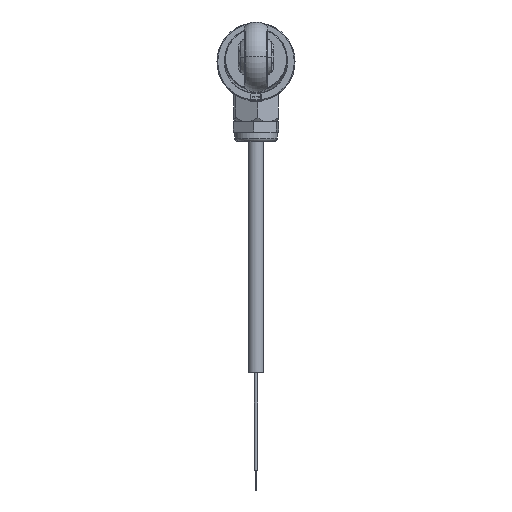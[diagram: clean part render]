
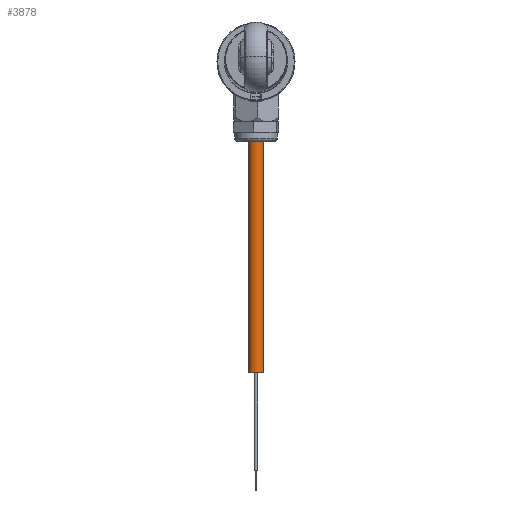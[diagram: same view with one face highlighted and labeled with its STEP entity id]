
A CAD part, top view. The second image highlights one B-rep face of the part: STEP entity #3878.
In plain terms, the highlighted cylindrical face has radius 1.95 mm (diameter 3.9 mm), a partial arc.
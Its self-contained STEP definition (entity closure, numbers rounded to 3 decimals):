
#2992 = VERTEX_POINT ( 'NONE', #4471 ) ;
#3256 = VERTEX_POINT ( 'NONE', #4501 ) ;
#3436 = EDGE_CURVE ( 'NONE', #4018, #3256, #4537, .T. ) ;
#3538 = EDGE_CURVE ( 'NONE', #4018, #8081, #4570, .T. ) ;
#3878 = ADVANCED_FACE ( 'NONE', ( #4564 ), #4560, .T. ) ;
#4018 = VERTEX_POINT ( 'NONE', #4604 ) ;
#4335 = DIRECTION ( 'NONE',  ( 0., -1., 0. ) ) ;
#4352 = DIRECTION ( 'NONE',  ( 1., 0., 0. ) ) ;
#4463 = AXIS2_PLACEMENT_3D ( 'NONE', #4534, #4546, #4526 ) ;
#4471 = CARTESIAN_POINT ( 'NONE',  ( 1.95, -79.6, -359.2 ) ) ;
#4501 = CARTESIAN_POINT ( 'NONE',  ( 1.95, 0.4, -359.2 ) ) ;
#4521 = DIRECTION ( 'NONE',  ( 0., -1., 0. ) ) ;
#4522 = CARTESIAN_POINT ( 'NONE',  ( -1.95, 0.4, -359.2 ) ) ;
#4526 = DIRECTION ( 'NONE',  ( -1., 0., 0. ) ) ;
#4534 = CARTESIAN_POINT ( 'NONE',  ( 0., 0.4, -359.2 ) ) ;
#4537 = CIRCLE ( 'NONE', #4463, 1.95 ) ;
#4546 = DIRECTION ( 'NONE',  ( 0., 1., 0. ) ) ;
#4552 = CARTESIAN_POINT ( 'NONE',  ( 0., 0.4, -359.2 ) ) ;
#4559 = AXIS2_PLACEMENT_3D ( 'NONE', #4552, #4335, #4352 ) ;
#4560 = CYLINDRICAL_SURFACE ( 'NONE', #4559, 1.95 ) ;
#4563 = VECTOR ( 'NONE', #4521, 1000. ) ;
#4564 = FACE_OUTER_BOUND ( 'NONE', #8041, .T. ) ;
#4570 = LINE ( 'NONE', #4522, #4563 ) ;
#4604 = CARTESIAN_POINT ( 'NONE',  ( -1.95, 0.4, -359.2 ) ) ;
#4984 = CARTESIAN_POINT ( 'NONE',  ( -1.95, -79.6, -359.2 ) ) ;
#5117 = CIRCLE ( 'NONE', #5141, 1.95 ) ;
#5129 = DIRECTION ( 'NONE',  ( -1., 0., 0. ) ) ;
#5134 = DIRECTION ( 'NONE',  ( 0., -1., 0. ) ) ;
#5135 = VECTOR ( 'NONE', #5134, 1000. ) ;
#5136 = CARTESIAN_POINT ( 'NONE',  ( 0., -79.6, -359.2 ) ) ;
#5139 = DIRECTION ( 'NONE',  ( 0., 1., 0. ) ) ;
#5140 = LINE ( 'NONE', #5142, #5135 ) ;
#5141 = AXIS2_PLACEMENT_3D ( 'NONE', #5136, #5139, #5129 ) ;
#5142 = CARTESIAN_POINT ( 'NONE',  ( 1.95, 0.4, -359.2 ) ) ;
#8030 = ORIENTED_EDGE ( 'NONE', *, *, #8128, .T. ) ;
#8041 = EDGE_LOOP ( 'NONE', ( #8076, #8078, #8030, #8073 ) ) ;
#8073 = ORIENTED_EDGE ( 'NONE', *, *, #8127, .F. ) ;
#8076 = ORIENTED_EDGE ( 'NONE', *, *, #3436, .F. ) ;
#8078 = ORIENTED_EDGE ( 'NONE', *, *, #3538, .T. ) ;
#8081 = VERTEX_POINT ( 'NONE', #4984 ) ;
#8127 = EDGE_CURVE ( 'NONE', #3256, #2992, #5140, .T. ) ;
#8128 = EDGE_CURVE ( 'NONE', #8081, #2992, #5117, .T. ) ;
